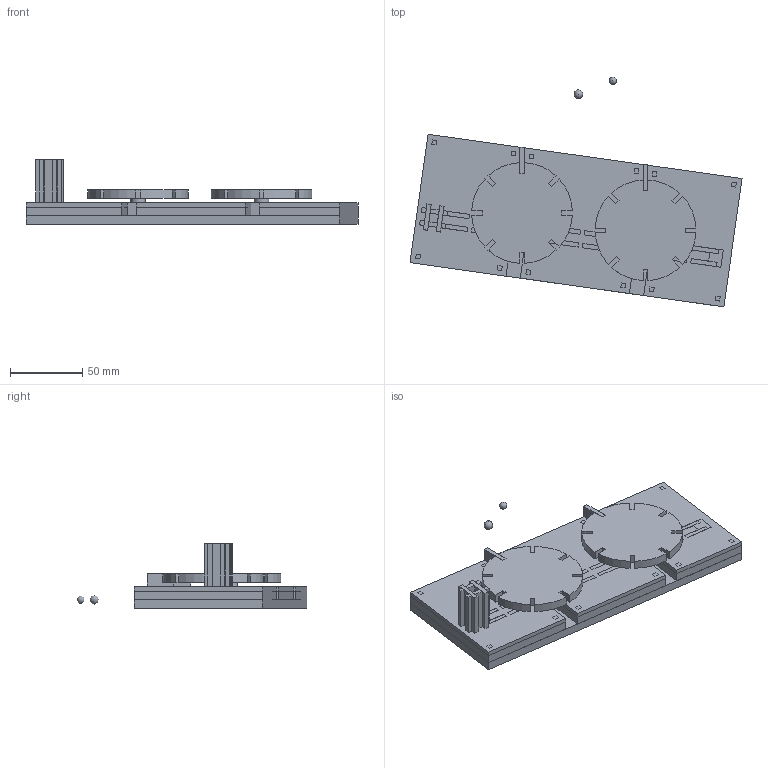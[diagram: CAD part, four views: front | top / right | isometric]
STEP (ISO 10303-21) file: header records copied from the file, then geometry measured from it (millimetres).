
FILE_DESCRIPTION(/* description */ (''),/* implementation_level */ '2;1');
FILE_NAME(/* name */ 'NewSpinner_v2.step',/* time_stamp */ '2026-02-06T10:58:50+03:00',/* author */ (''),/* organization */ (''),/* preprocessor_version */ 'ST-DEVELOPER v20.1',/* originating_system */ 'Autodesk Translation Framework v14.21.0.0',/* authorisation */ '');
FILE_SCHEMA (('AUTOMOTIVE_DESIGN { 1 0 10303 214 3 1 1 }'));
Length unit declared in the file: millimetre
Products named in the file (4): NewSpinner; Spinner; BallLarge; BallSmall
Assembly tree (3 placements, depth 2):
  NewSpinner
    Spinner
    BallLarge
    BallSmall
Bounding box: 230.51 x 159.47 x 45 mm (x, y, z)
Volume: 264366.4 mm3; surface area: 156725.2 mm2
Topology: 43 solids, 43 shells, 986 faces, 2694 edges, 1796 vertices
Faces by surface type: plane 946, cylinder 38, sphere 2
Full cylindrical faces by diameter (mm): 10 x6
Entity records: 30963 total; most frequent: CARTESIAN_POINT 5479, ORIENTED_EDGE 5380, DIRECTION 4754, EDGE_CURVE 2690, LINE 2612, VECTOR 2612, VERTEX_POINT 1796, EDGE_LOOP 1146
